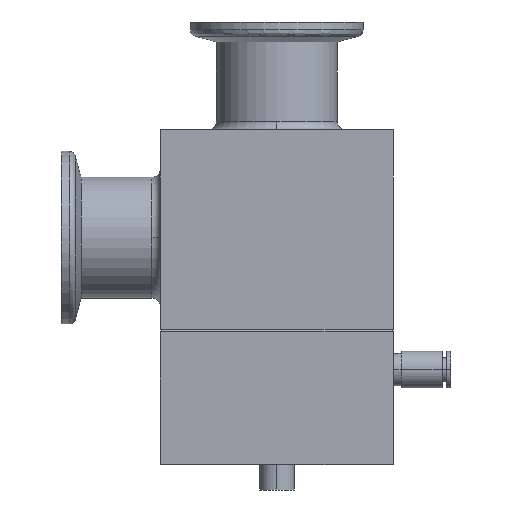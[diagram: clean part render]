
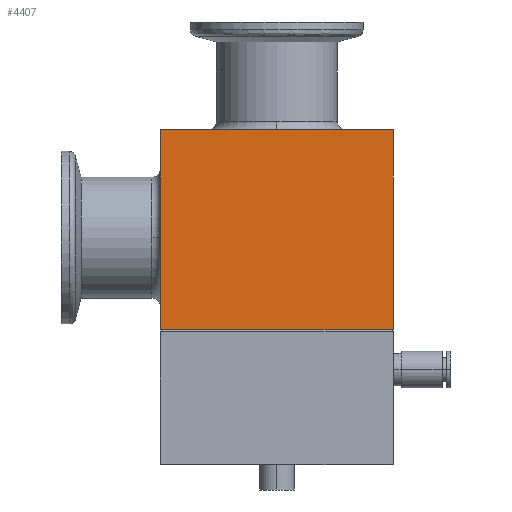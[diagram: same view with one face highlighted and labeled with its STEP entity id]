
A CAD part, front view. The second image highlights one B-rep face of the part: STEP entity #4407.
In plain terms, the highlighted planar face has unit normal (0, -1, 0).
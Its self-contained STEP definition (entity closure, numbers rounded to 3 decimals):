
#63 = CARTESIAN_POINT ( 'NONE',  ( 27., -27., 0. ) ) ;
#66 = ORIENTED_EDGE ( 'NONE', *, *, #4118, .T. ) ;
#203 = LINE ( 'NONE', #63, #2024 ) ;
#560 = FACE_OUTER_BOUND ( 'NONE', #3767, .T. ) ;
#701 = DIRECTION ( 'NONE',  ( -1., 0., 0. ) ) ;
#817 = EDGE_CURVE ( 'NONE', #1810, #3970, #4629, .T. ) ;
#835 = CARTESIAN_POINT ( 'NONE',  ( -27., -27., 25. ) ) ;
#937 = DIRECTION ( 'NONE',  ( 1., 0., 0. ) ) ;
#1424 = VERTEX_POINT ( 'NONE', #2724 ) ;
#1506 = ORIENTED_EDGE ( 'NONE', *, *, #817, .F. ) ;
#1709 = CARTESIAN_POINT ( 'NONE',  ( 0., -27., -21.3 ) ) ;
#1810 = VERTEX_POINT ( 'NONE', #4798 ) ;
#1851 = ORIENTED_EDGE ( 'NONE', *, *, #2220, .F. ) ;
#1872 = VERTEX_POINT ( 'NONE', #2859 ) ;
#2024 = VECTOR ( 'NONE', #3529, 1000. ) ;
#2085 = CARTESIAN_POINT ( 'NONE',  ( -27., -27., 0. ) ) ;
#2193 = DIRECTION ( 'NONE',  ( 0., -1., 0. ) ) ;
#2220 = EDGE_CURVE ( 'NONE', #1872, #1424, #203, .T. ) ;
#2250 = CARTESIAN_POINT ( 'NONE',  ( 27., -27., 25. ) ) ;
#2724 = CARTESIAN_POINT ( 'NONE',  ( 27., -27., -21.3 ) ) ;
#2846 = VECTOR ( 'NONE', #701, 1000. ) ;
#2859 = CARTESIAN_POINT ( 'NONE',  ( 27., -27., 25. ) ) ;
#3529 = DIRECTION ( 'NONE',  ( 0., 0., -1. ) ) ;
#3582 = VECTOR ( 'NONE', #4795, 1000. ) ;
#3701 = PLANE ( 'NONE',  #4486 ) ;
#3767 = EDGE_LOOP ( 'NONE', ( #66, #1851, #4851, #1506 ) ) ;
#3806 = EDGE_CURVE ( 'NONE', #1872, #3970, #4914, .T. ) ;
#3970 = VERTEX_POINT ( 'NONE', #835 ) ;
#3979 = LINE ( 'NONE', #1709, #4902 ) ;
#4118 = EDGE_CURVE ( 'NONE', #1810, #1424, #3979, .T. ) ;
#4407 = ADVANCED_FACE ( 'NONE', ( #560 ), #3701, .T. ) ;
#4486 = AXIS2_PLACEMENT_3D ( 'NONE', #4508, #2193, #4906 ) ;
#4508 = CARTESIAN_POINT ( 'NONE',  ( 27., -27., 0. ) ) ;
#4629 = LINE ( 'NONE', #2085, #3582 ) ;
#4795 = DIRECTION ( 'NONE',  ( 0., 0., 1. ) ) ;
#4798 = CARTESIAN_POINT ( 'NONE',  ( -27., -27., -21.3 ) ) ;
#4851 = ORIENTED_EDGE ( 'NONE', *, *, #3806, .T. ) ;
#4902 = VECTOR ( 'NONE', #937, 1000. ) ;
#4906 = DIRECTION ( 'NONE',  ( 0., 0., -1. ) ) ;
#4914 = LINE ( 'NONE', #2250, #2846 ) ;
